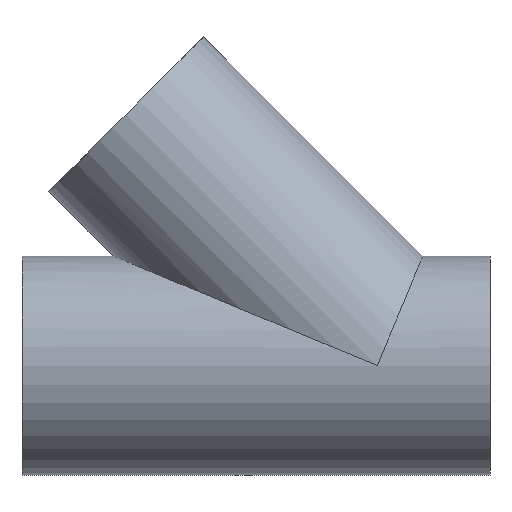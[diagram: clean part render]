
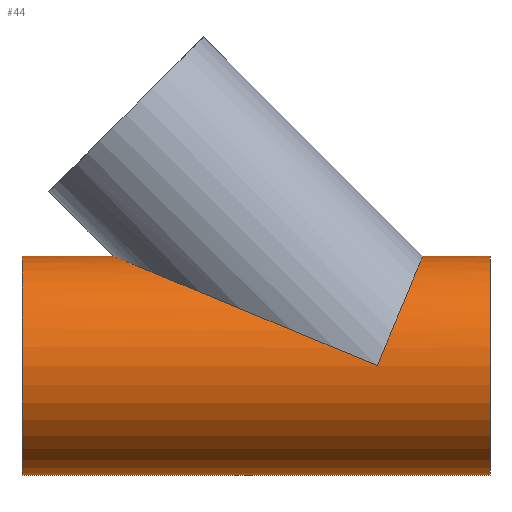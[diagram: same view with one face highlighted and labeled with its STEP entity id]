
A CAD part, front view. The second image highlights one B-rep face of the part: STEP entity #44.
In plain terms, the highlighted cylindrical face has radius 25.25 mm (diameter 50.5 mm), a partial arc.
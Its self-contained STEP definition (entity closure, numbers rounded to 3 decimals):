
#44=ADVANCED_FACE('',(#97),#98,.T.);
#97=FACE_OUTER_BOUND('',#159,.T.);
#98=CYLINDRICAL_SURFACE('',#160,25.25);
#159=EDGE_LOOP('',(#221,#222,#223,#224,#225,#226,#227));
#160=AXIS2_PLACEMENT_3D('',#228,#229,#230);
#221=ORIENTED_EDGE('',*,*,#371,.F.);
#222=ORIENTED_EDGE('',*,*,#372,.F.);
#223=ORIENTED_EDGE('',*,*,#373,.F.);
#224=ORIENTED_EDGE('',*,*,#374,.F.);
#225=ORIENTED_EDGE('',*,*,#375,.F.);
#226=ORIENTED_EDGE('',*,*,#376,.F.);
#227=ORIENTED_EDGE('',*,*,#377,.F.);
#228=CARTESIAN_POINT('',(-28.0,0.0,0.0));
#229=DIRECTION('',(-1.0,0.0,0.0));
#230=DIRECTION('',(0.0,0.0,-1.0));
#371=EDGE_CURVE('',#436,#437,#438,.T.);
#372=EDGE_CURVE('',#439,#436,#440,.T.);
#373=EDGE_CURVE('',#425,#439,#441,.T.);
#374=EDGE_CURVE('',#442,#425,#443,.T.);
#375=EDGE_CURVE('',#430,#442,#444,.T.);
#376=EDGE_CURVE('',#445,#430,#446,.T.);
#377=EDGE_CURVE('',#437,#445,#447,.T.);
#425=VERTEX_POINT('',#511);
#430=VERTEX_POINT('',#517);
#436=VERTEX_POINT('',#524);
#437=VERTEX_POINT('',#525);
#438=LINE('',#526,#527);
#439=VERTEX_POINT('',#528);
#440=CIRCLE('',#529,25.25);
#441=LINE('',#530,#531);
#442=VERTEX_POINT('',#532);
#443=ELLIPSE('',#533,27.33,25.25);
#444=ELLIPSE('',#534,65.981,25.25);
#445=VERTEX_POINT('',#535);
#446=LINE('',#536,#537);
#447=CIRCLE('',#538,25.25);
#511=CARTESIAN_POINT('',(10.459,0.,25.25));
#517=CARTESIAN_POINT('',(-60.959,0.,25.25));
#524=CARTESIAN_POINT('',(26.0,0.0,-25.25));
#525=CARTESIAN_POINT('',(-82.0,0.0,-25.25));
#526=CARTESIAN_POINT('',(-28.0,0.,-25.25));
#527=VECTOR('',#623,1.0);
#528=CARTESIAN_POINT('',(26.0,0.,25.25));
#529=AXIS2_PLACEMENT_3D('',#624,#625,#626);
#530=CARTESIAN_POINT('',(-28.0,0.,25.25));
#531=VECTOR('',#627,1.0);
#532=CARTESIAN_POINT('',(0.,-25.25,0.0));
#533=AXIS2_PLACEMENT_3D('',#628,#629,#630);
#534=AXIS2_PLACEMENT_3D('',#631,#632,#633);
#535=CARTESIAN_POINT('',(-82.0,0.,25.25));
#536=CARTESIAN_POINT('',(-28.0,0.,25.25));
#537=VECTOR('',#634,1.0);
#538=AXIS2_PLACEMENT_3D('',#635,#636,#637);
#623=DIRECTION('',(-1.0,0.0,0.0));
#624=CARTESIAN_POINT('',(26.0,0.0,0.0));
#625=DIRECTION('',(1.0,0.0,0.0));
#626=DIRECTION('',(0.0,0.0,-1.0));
#627=DIRECTION('',(1.0,-0.0,-0.0));
#628=CARTESIAN_POINT('',(0.,0.0,0.0));
#629=DIRECTION('',(-0.924,0.0,0.383));
#630=DIRECTION('',(-0.383,0.0,-0.924));
#631=CARTESIAN_POINT('',(0.,0.0,0.0));
#632=DIRECTION('',(0.383,0.0,0.924));
#633=DIRECTION('',(0.924,0.0,-0.383));
#634=DIRECTION('',(1.0,-0.0,-0.0));
#635=CARTESIAN_POINT('',(-82.0,0.0,0.0));
#636=DIRECTION('',(-1.0,0.0,0.0));
#637=DIRECTION('',(0.0,0.0,-1.0));
